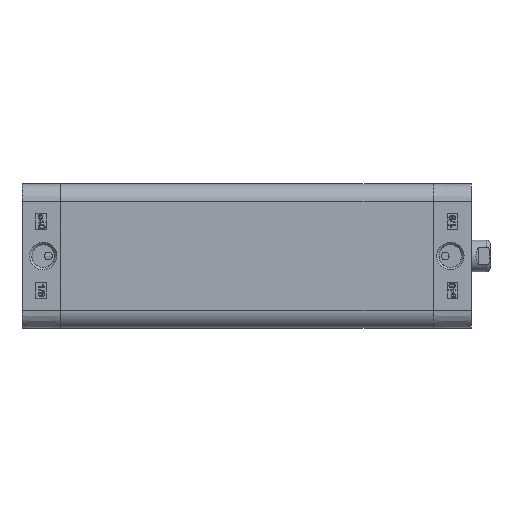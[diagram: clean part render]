
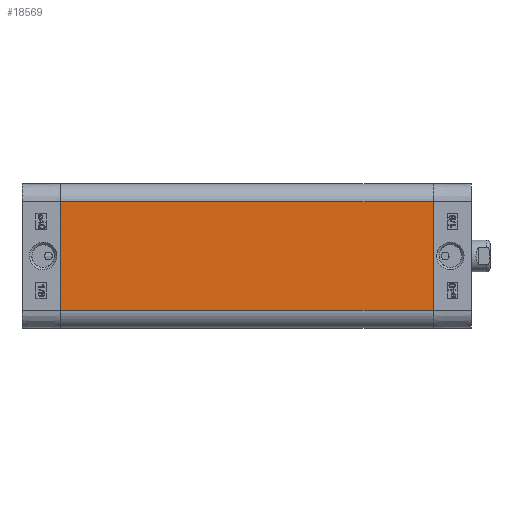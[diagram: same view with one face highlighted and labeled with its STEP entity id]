
A CAD part, left-side view. The second image highlights one B-rep face of the part: STEP entity #18569.
In plain terms, the highlighted planar face has unit normal (-1, 0, 0).
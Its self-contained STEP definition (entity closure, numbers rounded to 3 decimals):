
#14558=CARTESIAN_POINT('',(-27.25,-141.0,20.5));
#14559=VERTEX_POINT('',#14558);
#14567=CARTESIAN_POINT('',(-27.25,-141.0,-20.5));
#14568=VERTEX_POINT('',#14567);
#14569=CARTESIAN_POINT('',(-27.25,-141.0,-20.5));
#14570=DIRECTION('',(0.0,0.0,1.0));
#14571=VECTOR('',#14570,41.);
#14572=LINE('',#14569,#14571);
#14573=EDGE_CURVE('',#14568,#14559,#14572,.T.);
#18527=CARTESIAN_POINT('',(-27.25,0.0,-20.5));
#18528=VERTEX_POINT('',#18527);
#18529=CARTESIAN_POINT('',(-27.25,0.0,-20.5));
#18530=DIRECTION('',(0.0,-1.0,0.0));
#18531=VECTOR('',#18530,141.0);
#18532=LINE('',#18529,#18531);
#18533=EDGE_CURVE('',#18528,#14568,#18532,.T.);
#18546=CARTESIAN_POINT('',(-27.25,0.0,-20.5));
#18547=DIRECTION('',(-1.0,0.0,0.0));
#18548=DIRECTION('',(0.0,0.0,1.0));
#18549=AXIS2_PLACEMENT_3D('',#18546,#18547,#18548);
#18550=PLANE('',#18549);
#18551=ORIENTED_EDGE('',*,*,#14573,.T.);
#18552=CARTESIAN_POINT('',(-27.25,0.0,20.5));
#18553=VERTEX_POINT('',#18552);
#18554=CARTESIAN_POINT('',(-27.25,0.0,20.5));
#18555=DIRECTION('',(0.0,-1.0,0.0));
#18556=VECTOR('',#18555,141.0);
#18557=LINE('',#18554,#18556);
#18558=EDGE_CURVE('',#18553,#14559,#18557,.T.);
#18559=ORIENTED_EDGE('',*,*,#18558,.F.);
#18560=CARTESIAN_POINT('',(-27.25,0.0,-20.5));
#18561=DIRECTION('',(0.0,0.0,1.0));
#18562=VECTOR('',#18561,41.0);
#18563=LINE('',#18560,#18562);
#18564=EDGE_CURVE('',#18528,#18553,#18563,.T.);
#18565=ORIENTED_EDGE('',*,*,#18564,.F.);
#18566=ORIENTED_EDGE('',*,*,#18533,.T.);
#18567=EDGE_LOOP('',(#18551,#18559,#18565,#18566));
#18568=FACE_OUTER_BOUND('',#18567,.T.);
#18569=ADVANCED_FACE('',(#18568),#18550,.T.);
